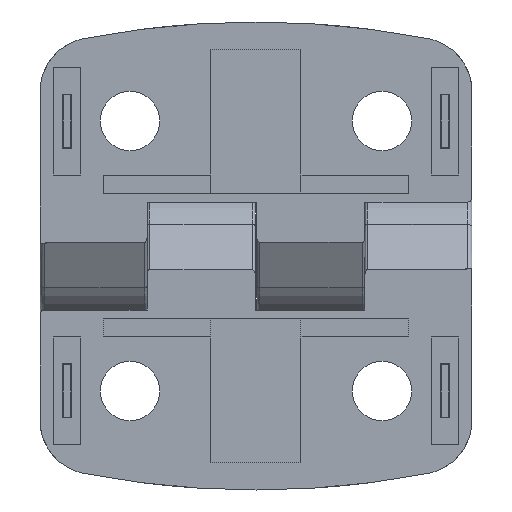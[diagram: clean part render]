
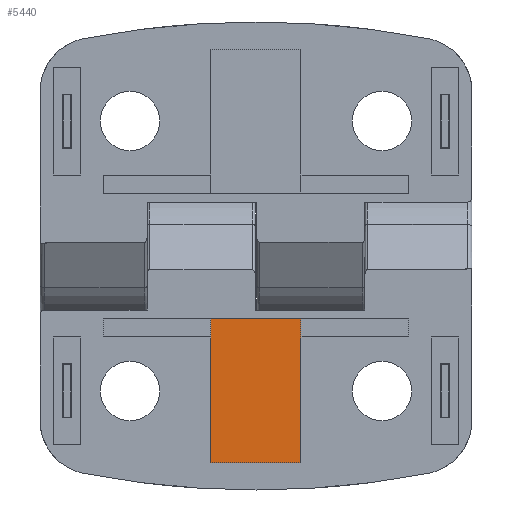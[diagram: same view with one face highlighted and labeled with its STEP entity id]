
A CAD part, front view. The second image highlights one B-rep face of the part: STEP entity #5440.
In plain terms, the highlighted planar face has unit normal (0, -1, 0).
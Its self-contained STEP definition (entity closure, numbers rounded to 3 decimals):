
#103 = ORIENTED_EDGE ( 'NONE', *, *, #1616, .T. ) ;
#110 = LINE ( 'NONE', #5728, #922 ) ;
#138 = LINE ( 'NONE', #3917, #3505 ) ;
#207 = AXIS2_PLACEMENT_3D ( 'NONE', #8474, #1177, #8538 ) ;
#237 = DIRECTION ( 'NONE',  ( 0., 0., 1. ) ) ;
#796 = EDGE_CURVE ( 'NONE', #6269, #10428, #1700, .T. ) ;
#922 = VECTOR ( 'NONE', #237, 1000. ) ;
#935 = CARTESIAN_POINT ( 'NONE',  ( 5., 1., -23. ) ) ;
#1074 = EDGE_LOOP ( 'NONE', ( #11793, #2145, #103, #1180, #8948, #6748 ) ) ;
#1177 = DIRECTION ( 'NONE',  ( 0., 1., 0. ) ) ;
#1180 = ORIENTED_EDGE ( 'NONE', *, *, #1485, .T. ) ;
#1485 = EDGE_CURVE ( 'NONE', #3024, #6269, #11839, .T. ) ;
#1616 = EDGE_CURVE ( 'NONE', #4448, #3024, #8690, .T. ) ;
#1627 = VECTOR ( 'NONE', #3699, 1000. ) ;
#1700 = LINE ( 'NONE', #3518, #1627 ) ;
#1748 = CARTESIAN_POINT ( 'NONE',  ( -5., 1., -9. ) ) ;
#2145 = ORIENTED_EDGE ( 'NONE', *, *, #7809, .T. ) ;
#2242 = VERTEX_POINT ( 'NONE', #935 ) ;
#2981 = PLANE ( 'NONE',  #207 ) ;
#3024 = VERTEX_POINT ( 'NONE', #8476 ) ;
#3316 = DIRECTION ( 'NONE',  ( 1., 0., 0. ) ) ;
#3373 = CARTESIAN_POINT ( 'NONE',  ( 5., 1., -23. ) ) ;
#3505 = VECTOR ( 'NONE', #10509, 1000. ) ;
#3518 = CARTESIAN_POINT ( 'NONE',  ( -5., 1., -7. ) ) ;
#3699 = DIRECTION ( 'NONE',  ( 0., 0., -1. ) ) ;
#3917 = CARTESIAN_POINT ( 'NONE',  ( 5., 1., -7. ) ) ;
#4448 = VERTEX_POINT ( 'NONE', #4468 ) ;
#4468 = CARTESIAN_POINT ( 'NONE',  ( 5., 1., -7. ) ) ;
#4533 = CARTESIAN_POINT ( 'NONE',  ( -5., 1., -23. ) ) ;
#4739 = CARTESIAN_POINT ( 'NONE',  ( 5., 1., -7. ) ) ;
#5440 = ADVANCED_FACE ( 'NONE', ( #5877 ), #2981, .F. ) ;
#5728 = CARTESIAN_POINT ( 'NONE',  ( 5., 1., -7. ) ) ;
#5785 = DIRECTION ( 'NONE',  ( -1., 0., 0. ) ) ;
#5851 = VECTOR ( 'NONE', #5785, 1000. ) ;
#5877 = FACE_OUTER_BOUND ( 'NONE', #1074, .T. ) ;
#6269 = VERTEX_POINT ( 'NONE', #1748 ) ;
#6748 = ORIENTED_EDGE ( 'NONE', *, *, #8954, .T. ) ;
#7402 = VERTEX_POINT ( 'NONE', #7797 ) ;
#7797 = CARTESIAN_POINT ( 'NONE',  ( 5., 1., -9. ) ) ;
#7809 = EDGE_CURVE ( 'NONE', #7402, #4448, #138, .T. ) ;
#8375 = EDGE_CURVE ( 'NONE', #2242, #7402, #110, .T. ) ;
#8474 = CARTESIAN_POINT ( 'NONE',  ( 5., 1., -7. ) ) ;
#8476 = CARTESIAN_POINT ( 'NONE',  ( -5., 1., -7. ) ) ;
#8538 = DIRECTION ( 'NONE',  ( 1., 0., 0. ) ) ;
#8690 = LINE ( 'NONE', #4739, #5851 ) ;
#8830 = CARTESIAN_POINT ( 'NONE',  ( -5., 1., -7. ) ) ;
#8948 = ORIENTED_EDGE ( 'NONE', *, *, #796, .T. ) ;
#8954 = EDGE_CURVE ( 'NONE', #10428, #2242, #11756, .T. ) ;
#9802 = VECTOR ( 'NONE', #3316, 1000. ) ;
#9930 = DIRECTION ( 'NONE',  ( 0., 0., -1. ) ) ;
#10428 = VERTEX_POINT ( 'NONE', #4533 ) ;
#10509 = DIRECTION ( 'NONE',  ( 0., 0., 1. ) ) ;
#11756 = LINE ( 'NONE', #3373, #9802 ) ;
#11793 = ORIENTED_EDGE ( 'NONE', *, *, #8375, .T. ) ;
#11839 = LINE ( 'NONE', #8830, #11874 ) ;
#11874 = VECTOR ( 'NONE', #9930, 1000. ) ;
